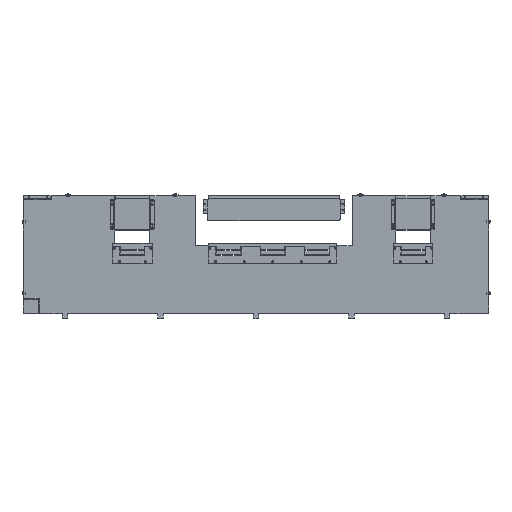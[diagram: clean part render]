
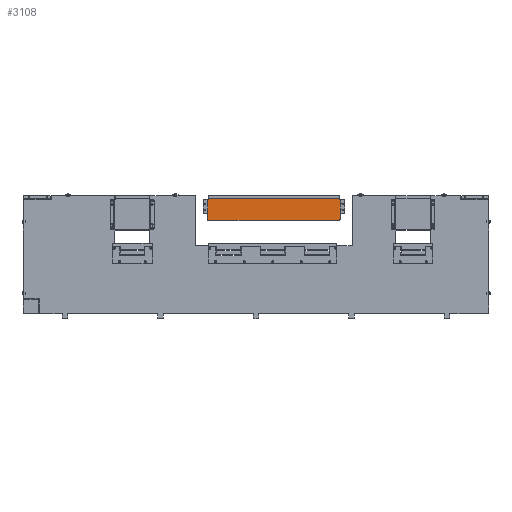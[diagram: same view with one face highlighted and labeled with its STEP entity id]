
A CAD part, left-side view. The second image highlights one B-rep face of the part: STEP entity #3108.
In plain terms, the highlighted planar face has unit normal (-1, 0, 0).
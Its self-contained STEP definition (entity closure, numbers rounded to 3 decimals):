
#3108=ADVANCED_FACE('',(#6477),#6478,.F.);
#6477=FACE_OUTER_BOUND('',#9874,.T.);
#6478=PLANE('',#9875);
#9874=EDGE_LOOP('',(#19052,#19053,#19054,#19055,#19056,#19057,#19058,#19059,#19060,#19061,#19062,#19063));
#9875=AXIS2_PLACEMENT_3D('',#19064,#19065,#19066);
#19052=ORIENTED_EDGE('',*,*,#22669,.T.);
#19053=ORIENTED_EDGE('',*,*,#22747,.T.);
#19054=ORIENTED_EDGE('',*,*,#22780,.F.);
#19055=ORIENTED_EDGE('',*,*,#22781,.T.);
#19056=ORIENTED_EDGE('',*,*,#22687,.T.);
#19057=ORIENTED_EDGE('',*,*,#22694,.F.);
#19058=ORIENTED_EDGE('',*,*,#22717,.F.);
#19059=ORIENTED_EDGE('',*,*,#22782,.F.);
#19060=ORIENTED_EDGE('',*,*,#22783,.F.);
#19061=ORIENTED_EDGE('',*,*,#22732,.F.);
#19062=ORIENTED_EDGE('',*,*,#22710,.F.);
#19063=ORIENTED_EDGE('',*,*,#22784,.F.);
#19064=CARTESIAN_POINT('',(54.0,904.1,456.5));
#19065=DIRECTION('',(1.0,0.0,0.0));
#19066=DIRECTION('',(0.0,0.0,-1.0));
#22669=EDGE_CURVE('',#27865,#27871,#27873,.T.);
#22687=EDGE_CURVE('',#27898,#27896,#27899,.T.);
#22694=EDGE_CURVE('',#27908,#27896,#27910,.T.);
#22710=EDGE_CURVE('',#27929,#27931,#27932,.T.);
#22717=EDGE_CURVE('',#27941,#27908,#27943,.T.);
#22732=EDGE_CURVE('',#27931,#27965,#27966,.T.);
#22747=EDGE_CURVE('',#27871,#27986,#27988,.T.);
#22780=EDGE_CURVE('',#28023,#27986,#28024,.T.);
#22781=EDGE_CURVE('',#28023,#27898,#28025,.T.);
#22782=EDGE_CURVE('',#28026,#27941,#28027,.T.);
#22783=EDGE_CURVE('',#27965,#28026,#28028,.T.);
#22784=EDGE_CURVE('',#27865,#27929,#28029,.T.);
#27865=VERTEX_POINT('',#34633);
#27871=VERTEX_POINT('',#34641);
#27873=LINE('',#34644,#34645);
#27896=VERTEX_POINT('',#34676);
#27898=VERTEX_POINT('',#34679);
#27899=LINE('',#34680,#34681);
#27908=VERTEX_POINT('',#34693);
#27910=LINE('',#34696,#34697);
#27929=VERTEX_POINT('',#34722);
#27931=VERTEX_POINT('',#34725);
#27932=LINE('',#34726,#34727);
#27941=VERTEX_POINT('',#34738);
#27943=LINE('',#34741,#34742);
#27965=VERTEX_POINT('',#34770);
#27966=LINE('',#34771,#34772);
#27986=VERTEX_POINT('',#34802);
#27988=LINE('',#34805,#34806);
#28023=VERTEX_POINT('',#34848);
#28024=LINE('',#34849,#34850);
#28025=LINE('',#34851,#34852);
#28026=VERTEX_POINT('',#34853);
#28027=LINE('',#34854,#34855);
#28028=LINE('',#34856,#34857);
#28029=LINE('',#34858,#34859);
#34633=CARTESIAN_POINT('',(54.0,1181.6,414.0));
#34641=CARTESIAN_POINT('',(54.0,1180.9,414.0));
#34644=CARTESIAN_POINT('',(54.0,1047.175,414.0));
#34645=VECTOR('',#39253,1.0);
#34676=CARTESIAN_POINT('',(54.0,626.6,414.0));
#34679=CARTESIAN_POINT('',(54.0,628.6,414.0));
#34680=CARTESIAN_POINT('',(54.0,761.35,414.0));
#34681=VECTOR('',#39278,1.0);
#34693=CARTESIAN_POINT('',(54.0,626.6,499.0));
#34696=CARTESIAN_POINT('',(54.0,626.6,456.5));
#34697=VECTOR('',#39286,1.0);
#34722=CARTESIAN_POINT('',(54.0,1181.6,499.0));
#34725=CARTESIAN_POINT('',(54.0,1179.6,499.0));
#34726=CARTESIAN_POINT('',(54.0,1046.85,499.0));
#34727=VECTOR('',#39309,1.0);
#34738=CARTESIAN_POINT('',(54.0,628.6,499.0));
#34741=CARTESIAN_POINT('',(54.0,761.35,499.0));
#34742=VECTOR('',#39319,1.0);
#34770=CARTESIAN_POINT('',(54.0,1179.6,501.0));
#34771=CARTESIAN_POINT('',(54.0,1179.6,481.75));
#34772=VECTOR('',#39341,1.0);
#34802=CARTESIAN_POINT('',(54.0,1180.9,412.0));
#34805=CARTESIAN_POINT('',(54.0,1180.9,434.25));
#34806=VECTOR('',#39353,1.0);
#34848=CARTESIAN_POINT('',(54.0,628.6,412.0));
#34849=CARTESIAN_POINT('',(54.0,904.1,412.0));
#34850=VECTOR('',#39391,1.0);
#34851=CARTESIAN_POINT('',(54.0,628.6,434.25));
#34852=VECTOR('',#39392,1.0);
#34853=CARTESIAN_POINT('',(54.0,628.6,501.0));
#34854=CARTESIAN_POINT('',(54.0,628.6,481.75));
#34855=VECTOR('',#39393,1.0);
#34856=CARTESIAN_POINT('',(54.0,904.1,501.0));
#34857=VECTOR('',#39394,1.0);
#34858=CARTESIAN_POINT('',(54.0,1181.6,456.5));
#34859=VECTOR('',#39395,1.0);
#39253=DIRECTION('',(0.0,-1.0,0.0));
#39278=DIRECTION('',(0.0,-1.0,0.0));
#39286=DIRECTION('',(0.0,0.0,-1.0));
#39309=DIRECTION('',(0.0,-1.0,0.0));
#39319=DIRECTION('',(0.0,-1.0,0.0));
#39341=DIRECTION('',(0.0,0.0,1.0));
#39353=DIRECTION('',(0.0,0.0,-1.0));
#39391=DIRECTION('',(0.0,1.0,0.0));
#39392=DIRECTION('',(-0.0,0.0,1.0));
#39393=DIRECTION('',(0.0,0.0,-1.0));
#39394=DIRECTION('',(0.0,-1.0,0.0));
#39395=DIRECTION('',(0.0,0.0,1.0));
